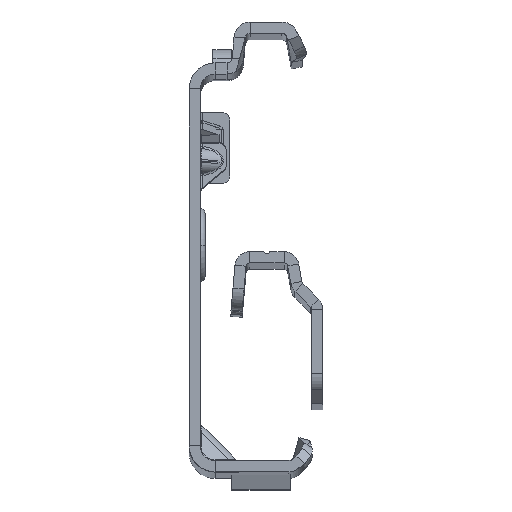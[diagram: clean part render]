
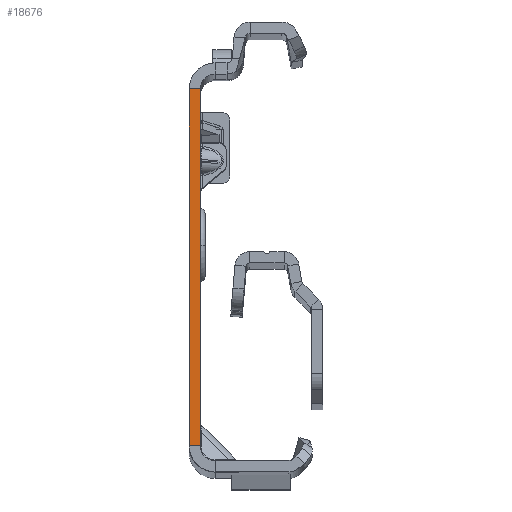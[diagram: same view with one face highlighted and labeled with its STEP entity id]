
A CAD part, top view. The second image highlights one B-rep face of the part: STEP entity #18676.
In plain terms, the highlighted planar face has unit normal (0, 0, 1).
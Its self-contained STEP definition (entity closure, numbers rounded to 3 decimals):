
#31 = VECTOR ( 'NONE', #21920, 1000. ) ;
#1971 = DIRECTION ( 'NONE',  ( 0., 0., 1. ) ) ;
#5257 = EDGE_CURVE ( 'NONE', #19723, #17505, #17077, .T. ) ;
#5334 = EDGE_LOOP ( 'NONE', ( #12384, #22906, #25173, #38203 ) ) ;
#10705 = VECTOR ( 'NONE', #41665, 1000. ) ;
#11141 = CARTESIAN_POINT ( 'NONE',  ( -1.5, -27.865, 0. ) ) ;
#11623 = AXIS2_PLACEMENT_3D ( 'NONE', #11141, #1971, #18386 ) ;
#12384 = ORIENTED_EDGE ( 'NONE', *, *, #47767, .F. ) ;
#17077 = LINE ( 'NONE', #33599, #31784 ) ;
#17505 = VERTEX_POINT ( 'NONE', #44225 ) ;
#18386 = DIRECTION ( 'NONE',  ( 1., 0., 0. ) ) ;
#18676 = ADVANCED_FACE ( 'NONE', ( #38973 ), #26537, .T. ) ;
#18881 = VERTEX_POINT ( 'NONE', #53497 ) ;
#19679 = EDGE_CURVE ( 'NONE', #18881, #52980, #24889, .T. ) ;
#19723 = VERTEX_POINT ( 'NONE', #50639 ) ;
#21386 = LINE ( 'NONE', #25208, #31 ) ;
#21778 = CARTESIAN_POINT ( 'NONE',  ( -1.5, 22.135, 0. ) ) ;
#21920 = DIRECTION ( 'NONE',  ( 0., -1., 0. ) ) ;
#22906 = ORIENTED_EDGE ( 'NONE', *, *, #19679, .T. ) ;
#24889 = LINE ( 'NONE', #49561, #10705 ) ;
#25173 = ORIENTED_EDGE ( 'NONE', *, *, #35770, .T. ) ;
#25208 = CARTESIAN_POINT ( 'NONE',  ( 0., -27.865, 0. ) ) ;
#26537 = PLANE ( 'NONE',  #11623 ) ;
#31784 = VECTOR ( 'NONE', #49612, 1000. ) ;
#31902 = VECTOR ( 'NONE', #36860, 1000. ) ;
#32514 = CARTESIAN_POINT ( 'NONE',  ( -1.5, -27.865, 0. ) ) ;
#33062 = LINE ( 'NONE', #32514, #31902 ) ;
#33599 = CARTESIAN_POINT ( 'NONE',  ( 0., -25.865, 0. ) ) ;
#35770 = EDGE_CURVE ( 'NONE', #52980, #17505, #33062, .T. ) ;
#36860 = DIRECTION ( 'NONE',  ( 0., -1., 0. ) ) ;
#38203 = ORIENTED_EDGE ( 'NONE', *, *, #5257, .F. ) ;
#38973 = FACE_OUTER_BOUND ( 'NONE', #5334, .T. ) ;
#41665 = DIRECTION ( 'NONE',  ( -1., 0., 0. ) ) ;
#44225 = CARTESIAN_POINT ( 'NONE',  ( -1.5, -25.865, 0. ) ) ;
#47767 = EDGE_CURVE ( 'NONE', #18881, #19723, #21386, .T. ) ;
#49561 = CARTESIAN_POINT ( 'NONE',  ( 0., 22.135, 0. ) ) ;
#49612 = DIRECTION ( 'NONE',  ( -1., 0., 0. ) ) ;
#50639 = CARTESIAN_POINT ( 'NONE',  ( 0., -25.865, 0. ) ) ;
#52980 = VERTEX_POINT ( 'NONE', #21778 ) ;
#53497 = CARTESIAN_POINT ( 'NONE',  ( 0., 22.135, 0. ) ) ;
